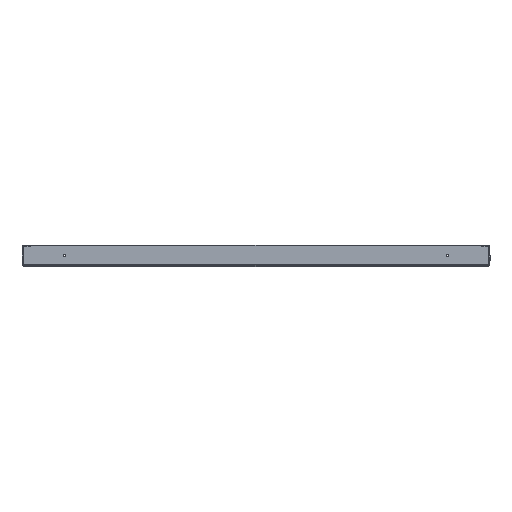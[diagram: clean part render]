
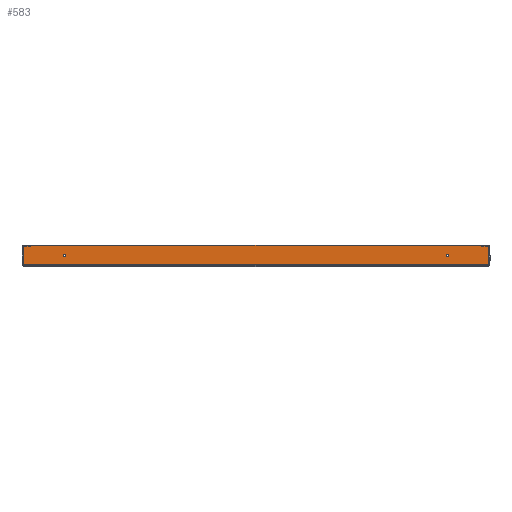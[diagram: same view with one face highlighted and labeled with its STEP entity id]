
A CAD part, front view. The second image highlights one B-rep face of the part: STEP entity #583.
In plain terms, the highlighted planar face has unit normal (0, -1, 0).
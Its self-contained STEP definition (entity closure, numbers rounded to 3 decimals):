
#583 = ADVANCED_FACE ( 'NONE', ( #4894, #12781, #28334 ), #43924, .F. ) ;
#1947 = VERTEX_POINT ( 'NONE', #18529 ) ;
#2584 = ORIENTED_EDGE ( 'NONE', *, *, #39068, .T. ) ;
#2672 = CARTESIAN_POINT ( 'NONE',  ( -450., -900., 20.5 ) ) ;
#4151 = AXIS2_PLACEMENT_3D ( 'NONE', #39894, #20474, #28646 ) ;
#4482 = VERTEX_POINT ( 'NONE', #33427 ) ;
#4894 = FACE_BOUND ( 'NONE', #6287, .T. ) ;
#5001 = ORIENTED_EDGE ( 'NONE', *, *, #31449, .F. ) ;
#5135 = ORIENTED_EDGE ( 'NONE', *, *, #9295, .T. ) ;
#5305 = VERTEX_POINT ( 'NONE', #2672 ) ;
#6287 = EDGE_LOOP ( 'NONE', ( #5135, #48126 ) ) ;
#7786 = DIRECTION ( 'NONE',  ( 0., 1., 0. ) ) ;
#8035 = DIRECTION ( 'NONE',  ( 0., 1., 0. ) ) ;
#9257 = CARTESIAN_POINT ( 'NONE',  ( -550., -900., 3. ) ) ;
#9295 = EDGE_CURVE ( 'NONE', #42275, #5305, #18532, .T. ) ;
#9696 = EDGE_CURVE ( 'NONE', #4482, #11513, #40549, .T. ) ;
#9743 = DIRECTION ( 'NONE',  ( 0., 1., 0. ) ) ;
#9765 = EDGE_CURVE ( 'NONE', #15370, #11566, #29297, .T. ) ;
#10660 = CIRCLE ( 'NONE', #19610, 3. ) ;
#10731 = ORIENTED_EDGE ( 'NONE', *, *, #9696, .T. ) ;
#10953 = DIRECTION ( 'NONE',  ( -1., 0., 0. ) ) ;
#11513 = VERTEX_POINT ( 'NONE', #24356 ) ;
#11566 = VERTEX_POINT ( 'NONE', #40943 ) ;
#11588 = CARTESIAN_POINT ( 'NONE',  ( 450., -900., 23.5 ) ) ;
#12412 = CIRCLE ( 'NONE', #22138, 3. ) ;
#12595 = ORIENTED_EDGE ( 'NONE', *, *, #25029, .T. ) ;
#12781 = FACE_BOUND ( 'NONE', #19500, .T. ) ;
#13321 = CARTESIAN_POINT ( 'NONE',  ( 450., -900., 23.5 ) ) ;
#15370 = VERTEX_POINT ( 'NONE', #28144 ) ;
#15687 = DIRECTION ( 'NONE',  ( 0., -1., 0. ) ) ;
#16966 = ORIENTED_EDGE ( 'NONE', *, *, #9765, .F. ) ;
#18319 = VERTEX_POINT ( 'NONE', #34765 ) ;
#18529 = CARTESIAN_POINT ( 'NONE',  ( -545.929, -900., 47. ) ) ;
#18532 = CIRCLE ( 'NONE', #44623, 3. ) ;
#19500 = EDGE_LOOP ( 'NONE', ( #32171, #25341 ) ) ;
#19610 = AXIS2_PLACEMENT_3D ( 'NONE', #13321, #29122, #32476 ) ;
#20395 = CARTESIAN_POINT ( 'NONE',  ( 546.929, -900., 0. ) ) ;
#20474 = DIRECTION ( 'NONE',  ( 0., -1., 0. ) ) ;
#20664 = DIRECTION ( 'NONE',  ( 0., 0., 1. ) ) ;
#20915 = CARTESIAN_POINT ( 'NONE',  ( 0., -900., 0. ) ) ;
#21667 = LINE ( 'NONE', #37997, #48449 ) ;
#22138 = AXIS2_PLACEMENT_3D ( 'NONE', #43502, #7786, #35318 ) ;
#24150 = CARTESIAN_POINT ( 'NONE',  ( 450., -900., 20.5 ) ) ;
#24356 = CARTESIAN_POINT ( 'NONE',  ( 546.929, -900., 46. ) ) ;
#24487 = CIRCLE ( 'NONE', #4151, 1. ) ;
#25024 = VECTOR ( 'NONE', #31903, 1000. ) ;
#25029 = EDGE_CURVE ( 'NONE', #1947, #11566, #42805, .T. ) ;
#25341 = ORIENTED_EDGE ( 'NONE', *, *, #26342, .T. ) ;
#26209 = DIRECTION ( 'NONE',  ( 0., 0., 1. ) ) ;
#26342 = EDGE_CURVE ( 'NONE', #33549, #33604, #39221, .T. ) ;
#26989 = AXIS2_PLACEMENT_3D ( 'NONE', #11588, #8035, #35578 ) ;
#27664 = CARTESIAN_POINT ( 'NONE',  ( -545.929, -900., 46. ) ) ;
#28144 = CARTESIAN_POINT ( 'NONE',  ( -546.929, -900., 3. ) ) ;
#28334 = FACE_OUTER_BOUND ( 'NONE', #35918, .T. ) ;
#28646 = DIRECTION ( 'NONE',  ( 0., 0., 1. ) ) ;
#29113 = CARTESIAN_POINT ( 'NONE',  ( -450., -900., 23.5 ) ) ;
#29122 = DIRECTION ( 'NONE',  ( 0., 1., 0. ) ) ;
#29297 = LINE ( 'NONE', #48977, #33212 ) ;
#29365 = EDGE_CURVE ( 'NONE', #5305, #42275, #12412, .T. ) ;
#29799 = AXIS2_PLACEMENT_3D ( 'NONE', #20915, #40080, #20664 ) ;
#31449 = EDGE_CURVE ( 'NONE', #4482, #15370, #44226, .T. ) ;
#31903 = DIRECTION ( 'NONE',  ( 0., 0., 1. ) ) ;
#32171 = ORIENTED_EDGE ( 'NONE', *, *, #48868, .T. ) ;
#32476 = DIRECTION ( 'NONE',  ( 0., 0., 1. ) ) ;
#33212 = VECTOR ( 'NONE', #26209, 1000. ) ;
#33427 = CARTESIAN_POINT ( 'NONE',  ( 546.929, -900., 3. ) ) ;
#33549 = VERTEX_POINT ( 'NONE', #24150 ) ;
#33604 = VERTEX_POINT ( 'NONE', #37349 ) ;
#34765 = CARTESIAN_POINT ( 'NONE',  ( 545.929, -900., 47. ) ) ;
#34831 = DIRECTION ( 'NONE',  ( 0., 0., 1. ) ) ;
#34844 = ORIENTED_EDGE ( 'NONE', *, *, #49290, .T. ) ;
#35318 = DIRECTION ( 'NONE',  ( 0., 0., 1. ) ) ;
#35578 = DIRECTION ( 'NONE',  ( 0., 0., 1. ) ) ;
#35918 = EDGE_LOOP ( 'NONE', ( #2584, #12595, #16966, #5001, #10731, #34844 ) ) ;
#37349 = CARTESIAN_POINT ( 'NONE',  ( 450., -900., 26.5 ) ) ;
#37997 = CARTESIAN_POINT ( 'NONE',  ( 0., -900., 47. ) ) ;
#39068 = EDGE_CURVE ( 'NONE', #18319, #1947, #21667, .T. ) ;
#39221 = CIRCLE ( 'NONE', #26989, 3. ) ;
#39894 = CARTESIAN_POINT ( 'NONE',  ( 545.929, -900., 46. ) ) ;
#40080 = DIRECTION ( 'NONE',  ( 0., 1., 0. ) ) ;
#40549 = LINE ( 'NONE', #20395, #25024 ) ;
#40943 = CARTESIAN_POINT ( 'NONE',  ( -546.929, -900., 46. ) ) ;
#42275 = VERTEX_POINT ( 'NONE', #48529 ) ;
#42805 = CIRCLE ( 'NONE', #49329, 1. ) ;
#43425 = VECTOR ( 'NONE', #48810, 1000. ) ;
#43502 = CARTESIAN_POINT ( 'NONE',  ( -450., -900., 23.5 ) ) ;
#43924 = PLANE ( 'NONE',  #29799 ) ;
#43964 = DIRECTION ( 'NONE',  ( 0., 0., 1. ) ) ;
#44226 = LINE ( 'NONE', #9257, #43425 ) ;
#44623 = AXIS2_PLACEMENT_3D ( 'NONE', #29113, #9743, #43964 ) ;
#48126 = ORIENTED_EDGE ( 'NONE', *, *, #29365, .T. ) ;
#48449 = VECTOR ( 'NONE', #10953, 1000. ) ;
#48529 = CARTESIAN_POINT ( 'NONE',  ( -450., -900., 26.5 ) ) ;
#48810 = DIRECTION ( 'NONE',  ( -1., 0., 0. ) ) ;
#48868 = EDGE_CURVE ( 'NONE', #33604, #33549, #10660, .T. ) ;
#48977 = CARTESIAN_POINT ( 'NONE',  ( -546.929, -900., 0. ) ) ;
#49290 = EDGE_CURVE ( 'NONE', #11513, #18319, #24487, .T. ) ;
#49329 = AXIS2_PLACEMENT_3D ( 'NONE', #27664, #15687, #34831 ) ;
